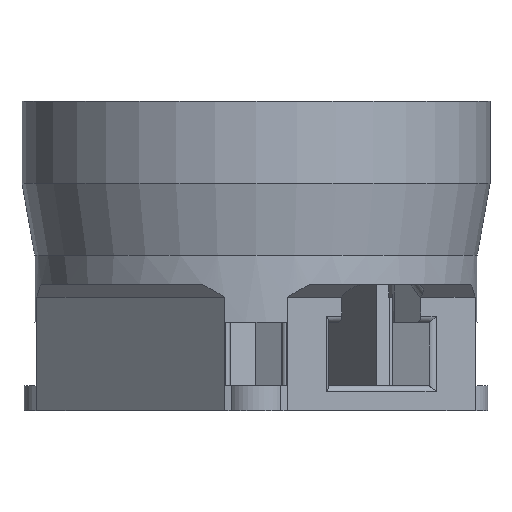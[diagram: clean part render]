
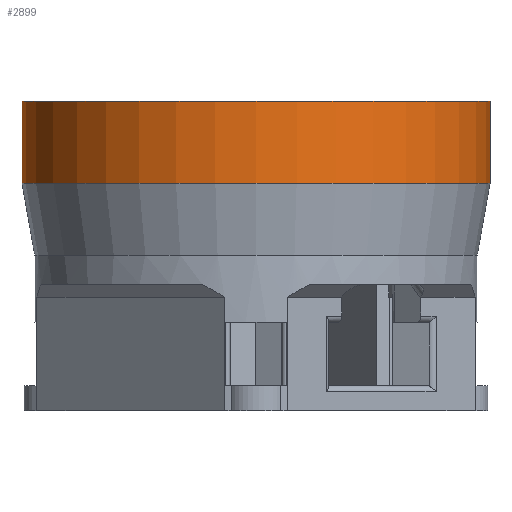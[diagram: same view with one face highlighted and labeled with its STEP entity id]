
A CAD part, front view. The second image highlights one B-rep face of the part: STEP entity #2899.
In plain terms, the highlighted cylindrical face has radius 18.5 mm (diameter 37 mm), a full revolution.
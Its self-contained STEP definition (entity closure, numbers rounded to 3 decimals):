
#188=CYLINDRICAL_SURFACE('',#3117,18.5);
#240=FACE_OUTER_BOUND('',#406,.T.);
#406=EDGE_LOOP('',(#2060,#2061,#2062,#2063,#2064));
#607=LINE('',#4405,#880);
#880=VECTOR('',#3498,18.5);
#1126=CIRCLE('',#3075,18.5);
#1128=CIRCLE('',#3077,18.5);
#1156=CIRCLE('',#3116,18.5);
#1252=VERTEX_POINT('',#4272);
#1253=VERTEX_POINT('',#4273);
#1314=VERTEX_POINT('',#4402);
#1540=EDGE_CURVE('',#1252,#1253,#1126,.T.);
#1543=EDGE_CURVE('',#1253,#1252,#1128,.T.);
#1605=EDGE_CURVE('',#1314,#1314,#1156,.T.);
#1606=EDGE_CURVE('',#1314,#1253,#607,.T.);
#2060=ORIENTED_EDGE('',*,*,#1605,.F.);
#2061=ORIENTED_EDGE('',*,*,#1606,.T.);
#2062=ORIENTED_EDGE('',*,*,#1543,.T.);
#2063=ORIENTED_EDGE('',*,*,#1540,.T.);
#2064=ORIENTED_EDGE('',*,*,#1606,.F.);
#2899=ADVANCED_FACE('',(#240),#188,.T.);
#3075=AXIS2_PLACEMENT_3D('',#4274,#3385,#3386);
#3077=AXIS2_PLACEMENT_3D('',#4278,#3390,#3391);
#3116=AXIS2_PLACEMENT_3D('',#4403,#3494,#3495);
#3117=AXIS2_PLACEMENT_3D('',#4404,#3496,#3497);
#3385=DIRECTION('center_axis',(0.,0.,1.));
#3386=DIRECTION('ref_axis',(-1.,0.,0.));
#3390=DIRECTION('center_axis',(0.,0.,1.));
#3391=DIRECTION('ref_axis',(-1.,0.,0.));
#3494=DIRECTION('center_axis',(0.,0.,1.));
#3495=DIRECTION('ref_axis',(-1.,0.,0.));
#3496=DIRECTION('center_axis',(0.,0.,1.));
#3497=DIRECTION('ref_axis',(-1.,0.,0.));
#3498=DIRECTION('',(0.,0.,-1.));
#4272=CARTESIAN_POINT('',(0.,18.5,18.));
#4273=CARTESIAN_POINT('',(18.5,0.,18.));
#4274=CARTESIAN_POINT('Origin',(0.,0.,
18.));
#4278=CARTESIAN_POINT('Origin',(0.,0.,
18.));
#4402=CARTESIAN_POINT('',(18.5,0.,24.5));
#4403=CARTESIAN_POINT('Origin',(0.,0.,
24.5));
#4404=CARTESIAN_POINT('Origin',(0.,0.,
18.));
#4405=CARTESIAN_POINT('',(18.5,0.,18.));
